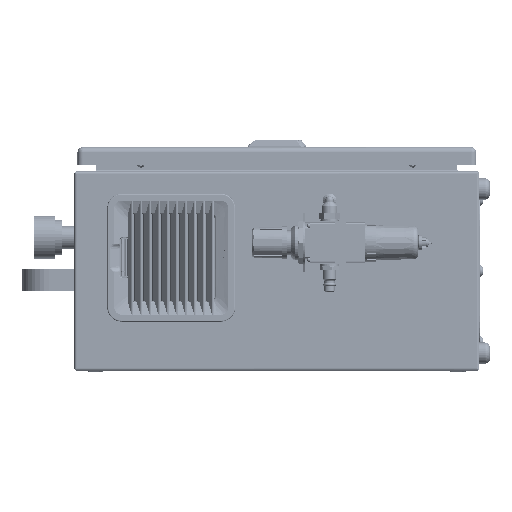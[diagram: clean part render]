
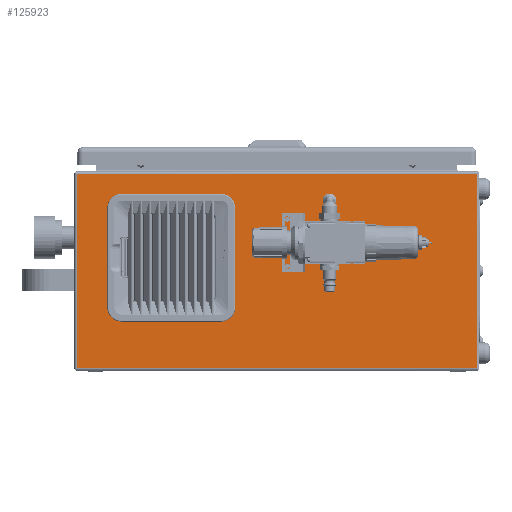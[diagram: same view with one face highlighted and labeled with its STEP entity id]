
A CAD part, left-side view. The second image highlights one B-rep face of the part: STEP entity #125923.
In plain terms, the highlighted planar face has unit normal (-1, 0, 0).
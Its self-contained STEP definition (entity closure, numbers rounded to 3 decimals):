
#346 = LINE ( 'NONE', #139826, #147187 ) ;
#519 = VERTEX_POINT ( 'NONE', #29367 ) ;
#1085 = VERTEX_POINT ( 'NONE', #19055 ) ;
#2996 = CARTESIAN_POINT ( 'NONE',  ( -190., 180., 34.75 ) ) ;
#3838 = EDGE_LOOP ( 'NONE', ( #81600, #118723 ) ) ;
#4660 = ORIENTED_EDGE ( 'NONE', *, *, #112053, .F. ) ;
#6613 = AXIS2_PLACEMENT_3D ( 'NONE', #185185, #106062, #9344 ) ;
#7462 = LINE ( 'NONE', #119830, #18028 ) ;
#8438 = LINE ( 'NONE', #39617, #26865 ) ;
#8558 = EDGE_CURVE ( 'NONE', #140249, #163290, #8438, .T. ) ;
#9072 = VERTEX_POINT ( 'NONE', #73725 ) ;
#9344 = DIRECTION ( 'NONE',  ( 0., 0., 1. ) ) ;
#15499 = EDGE_CURVE ( 'NONE', #201226, #34604, #171700, .T. ) ;
#18028 = VECTOR ( 'NONE', #26161, 1000. ) ;
#18422 = EDGE_CURVE ( 'NONE', #163290, #164166, #47280, .T. ) ;
#19055 = CARTESIAN_POINT ( 'NONE',  ( -190., 243., 47. ) ) ;
#19784 = CARTESIAN_POINT ( 'NONE',  ( -190., 377.5, 79.5 ) ) ;
#21174 = EDGE_CURVE ( 'NONE', #9072, #188852, #150798, .T. ) ;
#21831 = VECTOR ( 'NONE', #110233, 1000. ) ;
#24191 = EDGE_LOOP ( 'NONE', ( #196847, #4660 ) ) ;
#25149 = VERTEX_POINT ( 'NONE', #97881 ) ;
#25959 = CARTESIAN_POINT ( 'NONE',  ( -190., 180., -9.25 ) ) ;
#26161 = DIRECTION ( 'NONE',  ( 0., 1., 0. ) ) ;
#26865 = VECTOR ( 'NONE', #42700, 1000. ) ;
#28082 = FACE_BOUND ( 'NONE', #140786, .T. ) ;
#28121 = DIRECTION ( 'NONE',  ( 0., 0., 1. ) ) ;
#28852 = EDGE_CURVE ( 'NONE', #519, #159030, #63165, .T. ) ;
#29367 = CARTESIAN_POINT ( 'NONE',  ( -190., 140., 50. ) ) ;
#30791 = CARTESIAN_POINT ( 'NONE',  ( -190., 140., 55. ) ) ;
#30899 = DIRECTION ( 'NONE',  ( 0., 0., 1. ) ) ;
#31190 = FACE_BOUND ( 'NONE', #24191, .T. ) ;
#32211 = AXIS2_PLACEMENT_3D ( 'NONE', #53232, #116757, #122960 ) ;
#34604 = VERTEX_POINT ( 'NONE', #2996 ) ;
#35967 = DIRECTION ( 'NONE',  ( 0., -1., 0. ) ) ;
#36499 = ORIENTED_EDGE ( 'NONE', *, *, #120294, .F. ) ;
#37164 = VERTEX_POINT ( 'NONE', #48399 ) ;
#39617 = CARTESIAN_POINT ( 'NONE',  ( -190., 377.5, 105. ) ) ;
#42700 = DIRECTION ( 'NONE',  ( 0., 0., -1. ) ) ;
#47135 = DIRECTION ( 'NONE',  ( 0., 0., -1. ) ) ;
#47280 = LINE ( 'NONE', #61879, #197592 ) ;
#48399 = CARTESIAN_POINT ( 'NONE',  ( -190., 243., -45. ) ) ;
#48938 = DIRECTION ( 'NONE',  ( 0., 0., 1. ) ) ;
#51441 = ORIENTED_EDGE ( 'NONE', *, *, #18422, .T. ) ;
#53232 = CARTESIAN_POINT ( 'NONE',  ( -190., 180., 37. ) ) ;
#54201 = VECTOR ( 'NONE', #30899, 1000. ) ;
#55510 = VECTOR ( 'NONE', #133515, 1000. ) ;
#58779 = ORIENTED_EDGE ( 'NONE', *, *, #144753, .T. ) ;
#61733 = EDGE_LOOP ( 'NONE', ( #181100, #142413 ) ) ;
#61879 = CARTESIAN_POINT ( 'NONE',  ( -190., 380., -102.5 ) ) ;
#61927 = DIRECTION ( 'NONE',  ( 0., 0., 1. ) ) ;
#63165 = CIRCLE ( 'NONE', #6613, 5. ) ;
#65105 = CARTESIAN_POINT ( 'NONE',  ( -190., 335., -45. ) ) ;
#70220 = LINE ( 'NONE', #99470, #153691 ) ;
#73725 = CARTESIAN_POINT ( 'NONE',  ( -190., 180., -4.75 ) ) ;
#74917 = DIRECTION ( 'NONE',  ( -1., 0., 0. ) ) ;
#75905 = DIRECTION ( 'NONE',  ( 1., 0., 0. ) ) ;
#76426 = EDGE_LOOP ( 'NONE', ( #122630, #51441, #36499, #112420 ) ) ;
#76973 = CARTESIAN_POINT ( 'NONE',  ( -190., 180., -7. ) ) ;
#77225 = VERTEX_POINT ( 'NONE', #132446 ) ;
#81600 = ORIENTED_EDGE ( 'NONE', *, *, #21174, .F. ) ;
#82383 = CIRCLE ( 'NONE', #171988, 2.25 ) ;
#90047 = EDGE_CURVE ( 'NONE', #77225, #1085, #166838, .T. ) ;
#91134 = DIRECTION ( 'NONE',  ( 0., 0., 1. ) ) ;
#91563 = PLANE ( 'NONE',  #201232 ) ;
#94898 = CARTESIAN_POINT ( 'NONE',  ( -190., 335., -45. ) ) ;
#97245 = ORIENTED_EDGE ( 'NONE', *, *, #120956, .T. ) ;
#97881 = CARTESIAN_POINT ( 'NONE',  ( -190., 2.5, 79.5 ) ) ;
#98948 = DIRECTION ( 'NONE',  ( -1., 0., 0. ) ) ;
#99470 = CARTESIAN_POINT ( 'NONE',  ( -190., 380., 79.5 ) ) ;
#104379 = CARTESIAN_POINT ( 'NONE',  ( -190., 335., 47. ) ) ;
#106062 = DIRECTION ( 'NONE',  ( -1., 0., 0. ) ) ;
#107173 = FACE_BOUND ( 'NONE', #61733, .T. ) ;
#107720 = VERTEX_POINT ( 'NONE', #94898 ) ;
#109210 = CARTESIAN_POINT ( 'NONE',  ( -190., 243., -45. ) ) ;
#110233 = DIRECTION ( 'NONE',  ( 0., 0., -1. ) ) ;
#110752 = AXIS2_PLACEMENT_3D ( 'NONE', #159433, #98948, #48938 ) ;
#111267 = LINE ( 'NONE', #109210, #21831 ) ;
#111696 = CARTESIAN_POINT ( 'NONE',  ( -190., 2.5, -102.5 ) ) ;
#112053 = EDGE_CURVE ( 'NONE', #34604, #201226, #82383, .T. ) ;
#112420 = ORIENTED_EDGE ( 'NONE', *, *, #177400, .F. ) ;
#116757 = DIRECTION ( 'NONE',  ( -1., 0., 0. ) ) ;
#117281 = CARTESIAN_POINT ( 'NONE',  ( -190., 140., 60. ) ) ;
#118723 = ORIENTED_EDGE ( 'NONE', *, *, #191560, .F. ) ;
#119830 = CARTESIAN_POINT ( 'NONE',  ( -190., 335., -45. ) ) ;
#120294 = EDGE_CURVE ( 'NONE', #25149, #164166, #346, .T. ) ;
#120530 = CIRCLE ( 'NONE', #163374, 5. ) ;
#120956 = EDGE_CURVE ( 'NONE', #107720, #77225, #174481, .T. ) ;
#122630 = ORIENTED_EDGE ( 'NONE', *, *, #8558, .T. ) ;
#122960 = DIRECTION ( 'NONE',  ( 0., 0., 1. ) ) ;
#123393 = CARTESIAN_POINT ( 'NONE',  ( -190., 180., 37. ) ) ;
#125914 = EDGE_CURVE ( 'NONE', #1085, #37164, #111267, .T. ) ;
#125923 = ADVANCED_FACE ( 'NONE', ( #173768, #31190, #107173, #170688, #28082 ), #91563, .F. ) ;
#132446 = CARTESIAN_POINT ( 'NONE',  ( -190., 335., 47. ) ) ;
#133515 = DIRECTION ( 'NONE',  ( 0., -1., 0. ) ) ;
#139385 = DIRECTION ( 'NONE',  ( 0., 0., -1. ) ) ;
#139826 = CARTESIAN_POINT ( 'NONE',  ( -190., 2.5, 105. ) ) ;
#139986 = DIRECTION ( 'NONE',  ( -1., 0., 0. ) ) ;
#140249 = VERTEX_POINT ( 'NONE', #19784 ) ;
#140786 = EDGE_LOOP ( 'NONE', ( #58779, #97245, #166470, #167124 ) ) ;
#142413 = ORIENTED_EDGE ( 'NONE', *, *, #28852, .F. ) ;
#144753 = EDGE_CURVE ( 'NONE', #37164, #107720, #7462, .T. ) ;
#147187 = VECTOR ( 'NONE', #47135, 1000. ) ;
#150798 = CIRCLE ( 'NONE', #110752, 2.25 ) ;
#153691 = VECTOR ( 'NONE', #35967, 1000. ) ;
#155140 = CARTESIAN_POINT ( 'NONE',  ( -190., 380., -105. ) ) ;
#159030 = VERTEX_POINT ( 'NONE', #117281 ) ;
#159285 = CIRCLE ( 'NONE', #165753, 2.25 ) ;
#159433 = CARTESIAN_POINT ( 'NONE',  ( -190., 180., -7. ) ) ;
#163290 = VERTEX_POINT ( 'NONE', #195628 ) ;
#163374 = AXIS2_PLACEMENT_3D ( 'NONE', #30791, #175388, #61927 ) ;
#164166 = VERTEX_POINT ( 'NONE', #111696 ) ;
#165753 = AXIS2_PLACEMENT_3D ( 'NONE', #76973, #74917, #28121 ) ;
#166470 = ORIENTED_EDGE ( 'NONE', *, *, #90047, .T. ) ;
#166838 = LINE ( 'NONE', #104379, #55510 ) ;
#167124 = ORIENTED_EDGE ( 'NONE', *, *, #125914, .T. ) ;
#170688 = FACE_OUTER_BOUND ( 'NONE', #76426, .T. ) ;
#171700 = CIRCLE ( 'NONE', #32211, 2.25 ) ;
#171988 = AXIS2_PLACEMENT_3D ( 'NONE', #123393, #139986, #91134 ) ;
#173768 = FACE_BOUND ( 'NONE', #3838, .T. ) ;
#174481 = LINE ( 'NONE', #65105, #54201 ) ;
#175388 = DIRECTION ( 'NONE',  ( -1., 0., 0. ) ) ;
#177400 = EDGE_CURVE ( 'NONE', #140249, #25149, #70220, .T. ) ;
#181100 = ORIENTED_EDGE ( 'NONE', *, *, #194532, .F. ) ;
#185185 = CARTESIAN_POINT ( 'NONE',  ( -190., 140., 55. ) ) ;
#188852 = VERTEX_POINT ( 'NONE', #25959 ) ;
#188885 = DIRECTION ( 'NONE',  ( 0., -1., 0. ) ) ;
#191560 = EDGE_CURVE ( 'NONE', #188852, #9072, #159285, .T. ) ;
#194532 = EDGE_CURVE ( 'NONE', #159030, #519, #120530, .T. ) ;
#195628 = CARTESIAN_POINT ( 'NONE',  ( -190., 377.5, -102.5 ) ) ;
#196847 = ORIENTED_EDGE ( 'NONE', *, *, #15499, .F. ) ;
#197592 = VECTOR ( 'NONE', #188885, 1000. ) ;
#201226 = VERTEX_POINT ( 'NONE', #202859 ) ;
#201232 = AXIS2_PLACEMENT_3D ( 'NONE', #155140, #75905, #139385 ) ;
#202859 = CARTESIAN_POINT ( 'NONE',  ( -190., 180., 39.25 ) ) ;
